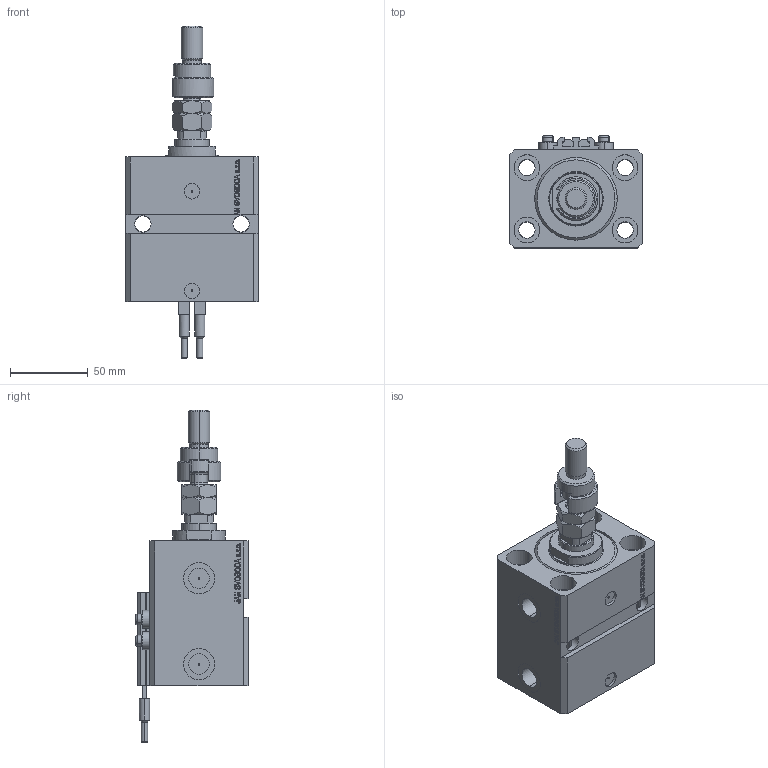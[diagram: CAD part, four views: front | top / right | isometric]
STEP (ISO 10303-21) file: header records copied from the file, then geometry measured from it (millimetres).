
FILE_DESCRIPTION (( 'STEP AP203' ), '1' );
FILE_NAME ('5f91.STEP', '2023-10-07T17:59:11', ( '' ), ( '' ), 'SwSTEP 2.0', 'SolidWorks 2019', '' );
FILE_SCHEMA (( 'CONFIG_CONTROL_DESIGN' ));
Length unit declared in the file: millimetre
Products named in the file (9): V250CE_C_VCP f89b73be05f4d063cad3dbafa03487ec; MFA f89b73be05f4d063cad3dbafa03487ec; FEMALE_PART_FOR_DFA f89b73be05f4d063cad3dbafa03487ec; 5f91; DFA f89b73be05f4d063cad3dbafa03487ec; V250CE_VC_E f89b73be05f4d063cad3dbafa03487ec; ALLEN BOLT V250CE f89b73be05f4d063cad3dbafa03487ec; V250CE_E_Body f89b73be05f4d063cad3dbafa03487ec; SWITCH_V250CE f89b73be05f4d063cad3dbafa03487ec
Assembly tree (12 placements, depth 3):
  5f91
    V250CE_E_Body f89b73be05f4d063cad3dbafa03487ec
    ALLEN BOLT V250CE f89b73be05f4d063cad3dbafa03487ec  x4
    V250CE_C_VCP f89b73be05f4d063cad3dbafa03487ec
    V250CE_VC_E f89b73be05f4d063cad3dbafa03487ec
    DFA f89b73be05f4d063cad3dbafa03487ec
      FEMALE_PART_FOR_DFA f89b73be05f4d063cad3dbafa03487ec
      MFA f89b73be05f4d063cad3dbafa03487ec
    SWITCH_V250CE f89b73be05f4d063cad3dbafa03487ec  x2
Bounding box: 85 x 72 x 213 mm (x, y, z)
Volume: 459117.5 mm3; surface area: 107654.7 mm2
Topology: 12 solids, 12 shells, 1240 faces, 3057 edges, 1961 vertices
Faces by surface type: plane 599, bspline 356, cylinder 163, cone 100, torus 22
Entity records: 51753 total; most frequent: CARTESIAN_POINT 25849, ORIENTED_EDGE 5696, DIRECTION 3968, EDGE_CURVE 2848, VERTEX_POINT 1847, VECTOR 1684, LINE 1684, EDGE_LOOP 1281
